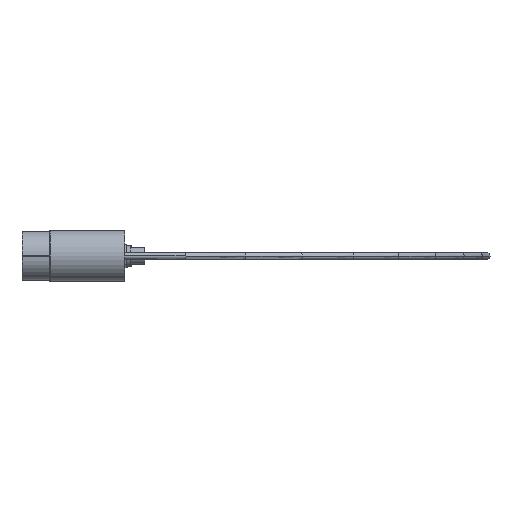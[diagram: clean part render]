
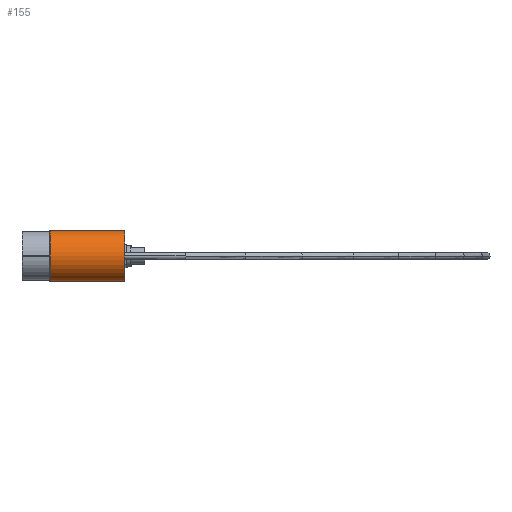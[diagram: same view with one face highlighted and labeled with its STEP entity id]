
A CAD part, left-side view. The second image highlights one B-rep face of the part: STEP entity #155.
In plain terms, the highlighted cylindrical face has radius 9.525 mm (diameter 19.05 mm), a partial arc.
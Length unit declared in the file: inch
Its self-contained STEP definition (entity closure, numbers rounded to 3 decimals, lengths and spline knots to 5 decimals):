
#155 = ADVANCED_FACE ( 'NONE', ( #1539 ), #1530, .T. ) ;
#310 = ORIENTED_EDGE ( 'NONE', *, *, #785, .F. ) ;
#321 = ORIENTED_EDGE ( 'NONE', *, *, #784, .T. ) ;
#349 = ORIENTED_EDGE ( 'NONE', *, *, #781, .F. ) ;
#382 = ORIENTED_EDGE ( 'NONE', *, *, #783, .T. ) ;
#678 = VERTEX_POINT ( 'NONE', #2775 ) ;
#781 = EDGE_CURVE ( 'NONE', #2076, #2839, #1486, .T. ) ;
#783 = EDGE_CURVE ( 'NONE', #678, #2842, #1488, .T. ) ;
#784 = EDGE_CURVE ( 'NONE', #2076, #678, #1484, .T. ) ;
#785 = EDGE_CURVE ( 'NONE', #2839, #2842, #1481, .T. ) ;
#1111 = AXIS2_PLACEMENT_3D ( 'NONE', #2322, #2321, #2320 ) ;
#1112 = AXIS2_PLACEMENT_3D ( 'NONE', #2329, #2327, #2326 ) ;
#1173 = AXIS2_PLACEMENT_3D ( 'NONE', #2291, #2297, #2299 ) ;
#1481 = CIRCLE ( 'NONE', #1111, 0.375 ) ;
#1482 = VECTOR ( 'NONE', #2364, 39.37008 ) ;
#1484 = CIRCLE ( 'NONE', #1112, 0.375 ) ;
#1485 = VECTOR ( 'NONE', #2335, 39.37008 ) ;
#1486 = LINE ( 'NONE', #2336, #1485 ) ;
#1488 = LINE ( 'NONE', #2334, #1482 ) ;
#1530 = CYLINDRICAL_SURFACE ( 'NONE', #1173, 0.375 ) ;
#1539 = FACE_OUTER_BOUND ( 'NONE', #2957, .T. ) ;
#2076 = VERTEX_POINT ( 'NONE', #3224 ) ;
#2291 = CARTESIAN_POINT ( 'NONE',  ( 0., 0., 0. ) ) ;
#2297 = DIRECTION ( 'NONE',  ( 0., -1., 0. ) ) ;
#2299 = DIRECTION ( 'NONE',  ( 0., 0., -1. ) ) ;
#2320 = DIRECTION ( 'NONE',  ( 0., 0., -1. ) ) ;
#2321 = DIRECTION ( 'NONE',  ( 0., -1., 0. ) ) ;
#2322 = CARTESIAN_POINT ( 'NONE',  ( 0., 0., 0. ) ) ;
#2326 = DIRECTION ( 'NONE',  ( 0., 0., 1. ) ) ;
#2327 = DIRECTION ( 'NONE',  ( 0., -1., 0. ) ) ;
#2329 = CARTESIAN_POINT ( 'NONE',  ( 0., 1.09, 0. ) ) ;
#2334 = CARTESIAN_POINT ( 'NONE',  ( 0., 0., -0.375 ) ) ;
#2335 = DIRECTION ( 'NONE',  ( 0., -1., 0. ) ) ;
#2336 = CARTESIAN_POINT ( 'NONE',  ( 0., 0., 0.375 ) ) ;
#2364 = DIRECTION ( 'NONE',  ( 0., -1., 0. ) ) ;
#2775 = CARTESIAN_POINT ( 'NONE',  ( 0., 1.09, -0.375 ) ) ;
#2839 = VERTEX_POINT ( 'NONE', #3200 ) ;
#2842 = VERTEX_POINT ( 'NONE', #3190 ) ;
#2957 = EDGE_LOOP ( 'NONE', ( #349, #321, #382, #310 ) ) ;
#3190 = CARTESIAN_POINT ( 'NONE',  ( 0., 0., -0.375 ) ) ;
#3200 = CARTESIAN_POINT ( 'NONE',  ( 0., 0., 0.375 ) ) ;
#3224 = CARTESIAN_POINT ( 'NONE',  ( 0., 1.09, 0.375 ) ) ;
